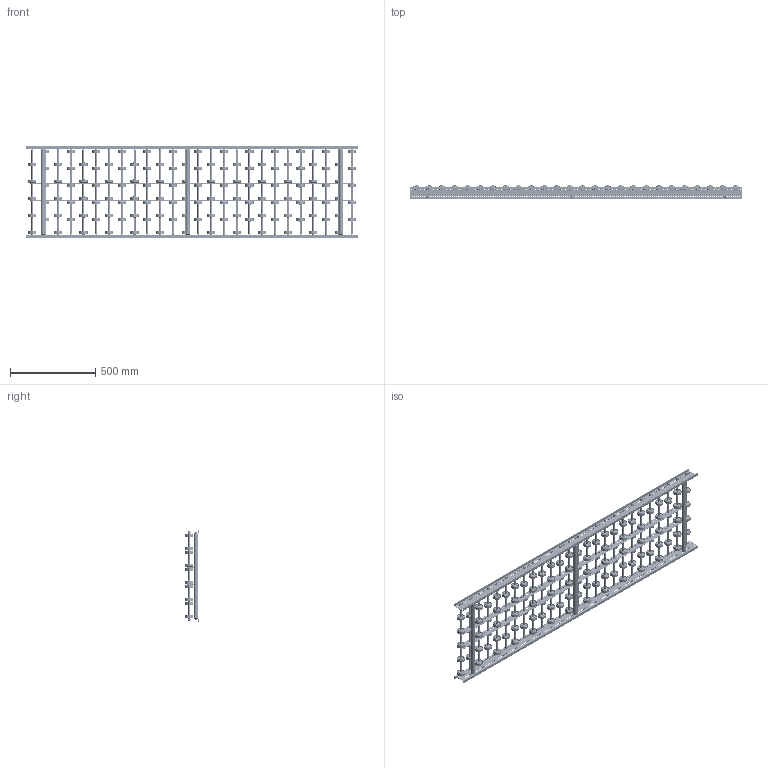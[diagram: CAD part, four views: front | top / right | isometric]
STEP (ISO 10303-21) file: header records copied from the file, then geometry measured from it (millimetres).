
FILE_DESCRIPTION (( 'STEP AP214' ), '1' );
FILE_NAME ('0051867.step', '2021-10-26T13:15:42', ( '' ), ( '' ), 'SwSTEP 2.0', 'SolidWorks 2020', '' );
FILE_SCHEMA (( 'AUTOMOTIVE_DESIGN' ));
Length unit declared in the file: millimetre
Products named in the file (10): 0051867; 0046278_KB-ROHR-12X1,75mm_KFG_L75; S106837_Gewindestange-M8-KFG_L520; S100994_Sperrzahnschraube_M08x16-8.8-A2K; S100100_Längstraverse-42x2,5_S100149_L„ngstraverse-RB-L1899; 0011532_2300-48-8; Traversen_KFG_L500; Röllchenachse-für-Konfiguration_EL500; Hutmutter_DIN_1587_M8; Profil_LRB-20x70x20x2_KFG_S100214_U-PROFIL-20-70-20-2-LRB-L=1950
Assembly tree (102 placements, depth 3):
  0051867
    Profil_LRB-20x70x20x2_KFG_S100214_U-PROFIL-20-70-20-2-LRB-L=1950  x2
    S100994_Sperrzahnschraube_M08x16-8.8-A2K  x6
    Traversen_KFG_L500  x3
    Röllchenachse-für-Konfiguration_EL500  x26
      S106837_Gewindestange-M8-KFG_L520
      0011532_2300-48-8
      0046278_KB-ROHR-12X1,75mm_KFG_L75
    S100100_Längstraverse-42x2,5_S100149_L„ngstraverse-RB-L1899  x2
    Hutmutter_DIN_1587_M8  x52
Bounding box: 1950 x 79 x 540 mm (x, y, z)
Volume: 4971378.6 mm3; surface area: 3665840.8 mm2
Topology: 357 solids, 357 shells, 13372 faces, 28716 edges, 17148 vertices
Faces by surface type: cylinder 4748, torus 4184, plane 2332, cone 2056, bspline 52
Entity records: 35950 total; most frequent: DIRECTION 6637, CARTESIAN_POINT 6076, ORIENTED_EDGE 5520, AXIS2_PLACEMENT_3D 2867, EDGE_CURVE 2760, VERTEX_POINT 1810, EDGE_LOOP 1780, CIRCLE 1777
